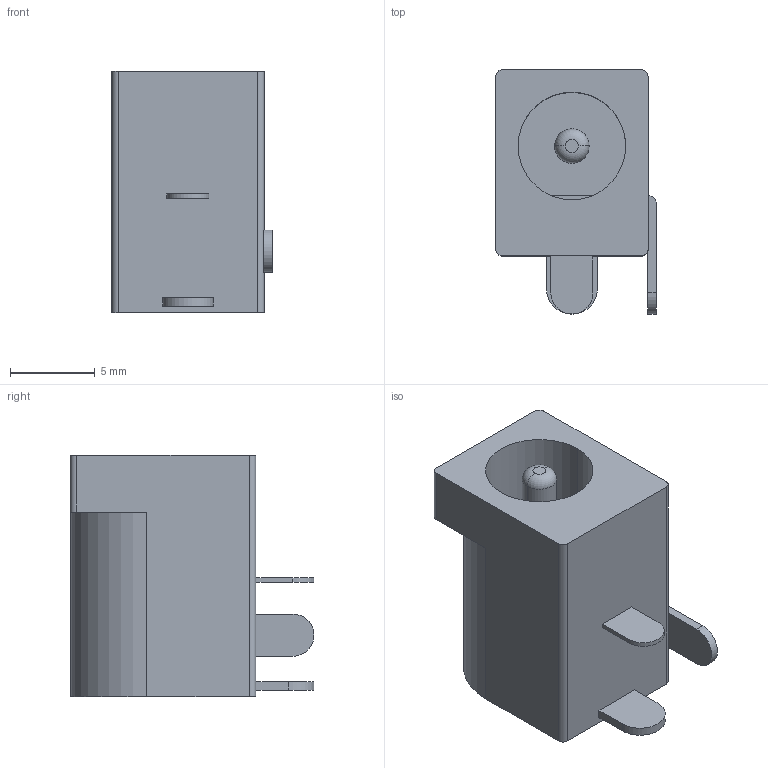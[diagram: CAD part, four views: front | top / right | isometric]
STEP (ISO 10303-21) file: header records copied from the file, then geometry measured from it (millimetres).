
FILE_DESCRIPTION (( 'STEP AP214' ), '1' );
FILE_NAME ('RADEFAU0314150551030.step', '2006-03-14T06:50:56', ( 'SysAdmin' ), ( 'SolidWorks' ), 'SwSTEP 2.0', 'SolidWorks 2006032', '' );
FILE_SCHEMA (( 'AUTOMOTIVE_DESIGN' ));
Length unit declared in the file: inch
Products named in the file (1): RADEFAU0314150551030
Bounding box: 9.47 x 14.4 x 14.25 mm (x, y, z)
Volume: 989.5 mm3; surface area: 1088.8 mm2
Topology: 1 solids, 1 shells, 40 faces, 97 edges, 64 vertices
Faces by surface type: plane 25, cylinder 13, torus 2
Entity records: 1674 total; most frequent: DIRECTION 213, CARTESIAN_POINT 202, ORIENTED_EDGE 194, EDGE_CURVE 97, AXIS2_PLACEMENT_3D 75, VERTEX_POINT 64, VECTOR 63, LINE 63
